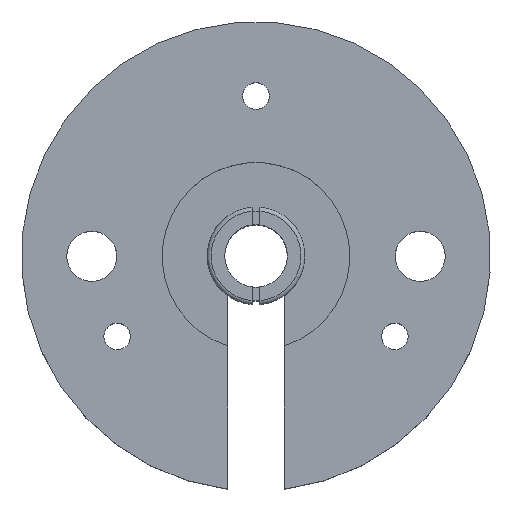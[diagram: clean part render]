
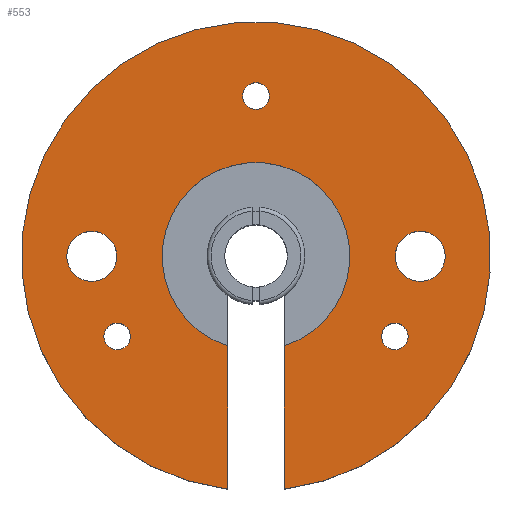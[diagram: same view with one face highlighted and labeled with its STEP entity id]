
A CAD part, top view. The second image highlights one B-rep face of the part: STEP entity #553.
In plain terms, the highlighted planar face has unit normal (0, 0, 1).
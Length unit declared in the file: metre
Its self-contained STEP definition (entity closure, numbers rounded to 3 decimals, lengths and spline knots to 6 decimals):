
#31=LINE('',#848,#67);
#32=LINE('',#853,#68);
#67=VECTOR('',#674,1.);
#68=VECTOR('',#677,1.);
#103=ORIENTED_EDGE('',*,*,#255,.T.);
#104=ORIENTED_EDGE('',*,*,#256,.F.);
#105=ORIENTED_EDGE('',*,*,#257,.T.);
#106=ORIENTED_EDGE('',*,*,#258,.T.);
#107=ORIENTED_EDGE('',*,*,#259,.F.);
#108=ORIENTED_EDGE('',*,*,#260,.F.);
#109=ORIENTED_EDGE('',*,*,#261,.F.);
#110=ORIENTED_EDGE('',*,*,#262,.F.);
#111=ORIENTED_EDGE('',*,*,#263,.F.);
#255=EDGE_CURVE('',#331,#331,#387,.F.);
#256=EDGE_CURVE('',#332,#333,#31,.T.);
#257=EDGE_CURVE('',#332,#334,#388,.T.);
#258=EDGE_CURVE('',#334,#335,#32,.T.);
#259=EDGE_CURVE('',#333,#335,#389,.T.);
#260=EDGE_CURVE('',#336,#336,#390,.T.);
#261=EDGE_CURVE('',#337,#337,#391,.T.);
#262=EDGE_CURVE('',#338,#338,#392,.T.);
#263=EDGE_CURVE('',#339,#339,#393,.T.);
#331=VERTEX_POINT('',#847);
#332=VERTEX_POINT('',#849);
#333=VERTEX_POINT('',#850);
#334=VERTEX_POINT('',#852);
#335=VERTEX_POINT('',#854);
#336=VERTEX_POINT('',#857);
#337=VERTEX_POINT('',#859);
#338=VERTEX_POINT('',#861);
#339=VERTEX_POINT('',#863);
#387=CIRCLE('',#600,0.0016);
#388=CIRCLE('',#601,0.015);
#389=CIRCLE('',#602,0.006);
#390=CIRCLE('',#603,0.00085);
#391=CIRCLE('',#604,0.00085);
#392=CIRCLE('',#605,0.00085);
#393=CIRCLE('',#606,0.0016);
#423=EDGE_LOOP('',(#103));
#424=EDGE_LOOP('',(#104,#105,#106,#107));
#425=EDGE_LOOP('',(#108));
#426=EDGE_LOOP('',(#109));
#427=EDGE_LOOP('',(#110));
#428=EDGE_LOOP('',(#111));
#479=FACE_BOUND('',#423,.T.);
#480=FACE_BOUND('',#424,.T.);
#481=FACE_BOUND('',#425,.T.);
#482=FACE_BOUND('',#426,.T.);
#483=FACE_BOUND('',#427,.T.);
#484=FACE_BOUND('',#428,.T.);
#535=PLANE('',#599);
#553=ADVANCED_FACE('',(#479,#480,#481,#482,#483,#484),#535,.T.);
#599=AXIS2_PLACEMENT_3D('',#845,#670,#671);
#600=AXIS2_PLACEMENT_3D('',#846,#672,#673);
#601=AXIS2_PLACEMENT_3D('',#851,#675,#676);
#602=AXIS2_PLACEMENT_3D('',#855,#678,#679);
#603=AXIS2_PLACEMENT_3D('',#856,#680,#681);
#604=AXIS2_PLACEMENT_3D('',#858,#682,#683);
#605=AXIS2_PLACEMENT_3D('',#860,#684,#685);
#606=AXIS2_PLACEMENT_3D('',#862,#686,#687);
#670=DIRECTION('',(0.,0.,1.));
#671=DIRECTION('',(1.,0.,0.));
#672=DIRECTION('',(0.,0.,1.));
#673=DIRECTION('',(1.,0.,0.));
#674=DIRECTION('',(0.,1.,0.));
#675=DIRECTION('',(0.,0.,1.));
#676=DIRECTION('',(1.,0.,0.));
#677=DIRECTION('',(0.,1.,0.));
#678=DIRECTION('',(0.,0.,1.));
#679=DIRECTION('',(1.,0.,0.));
#680=DIRECTION('',(0.,0.,1.));
#681=DIRECTION('',(1.,0.,0.));
#682=DIRECTION('',(0.,0.,1.));
#683=DIRECTION('',(1.,0.,0.));
#684=DIRECTION('',(0.,0.,1.));
#685=DIRECTION('',(1.,0.,0.));
#686=DIRECTION('',(0.,0.,1.));
#687=DIRECTION('',(1.,0.,0.));
#845=CARTESIAN_POINT('',(0.,0.,0.0052));
#846=CARTESIAN_POINT('',(-0.0105,0.,0.0052));
#847=CARTESIAN_POINT('',(-0.0089,0.,0.0052));
#848=CARTESIAN_POINT('',(0.0018,-0.0075,0.0052));
#849=CARTESIAN_POINT('',(0.0018,-0.014892,0.0052));
#850=CARTESIAN_POINT('',(0.0018,-0.005724,0.0052));
#851=CARTESIAN_POINT('',(0.,0.,0.0052));
#852=CARTESIAN_POINT('',(-0.0018,-0.014892,0.0052));
#853=CARTESIAN_POINT('',(-0.0018,-0.0075,0.0052));
#854=CARTESIAN_POINT('',(-0.0018,-0.005724,0.0052));
#855=CARTESIAN_POINT('',(0.,0.,0.0052));
#856=CARTESIAN_POINT('',(0.,0.01025,0.0052));
#857=CARTESIAN_POINT('',(0.00085,0.01025,0.0052));
#858=CARTESIAN_POINT('',(-0.008877,-0.005125,0.0052));
#859=CARTESIAN_POINT('',(-0.008027,-0.005125,0.0052));
#860=CARTESIAN_POINT('',(0.008877,-0.005125,0.0052));
#861=CARTESIAN_POINT('',(0.009727,-0.005125,0.0052));
#862=CARTESIAN_POINT('',(0.0105,0.,0.0052));
#863=CARTESIAN_POINT('',(0.0121,0.,0.0052));
